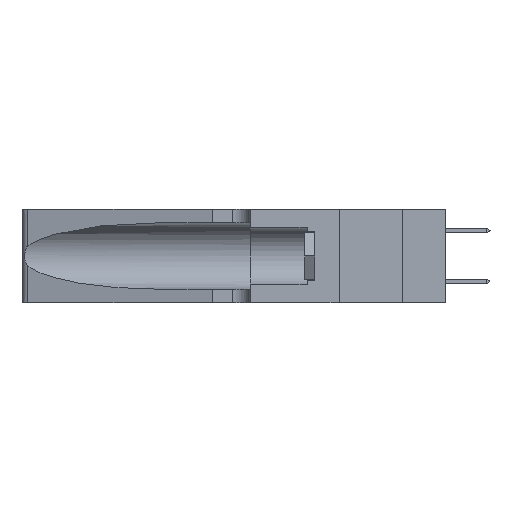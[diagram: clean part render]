
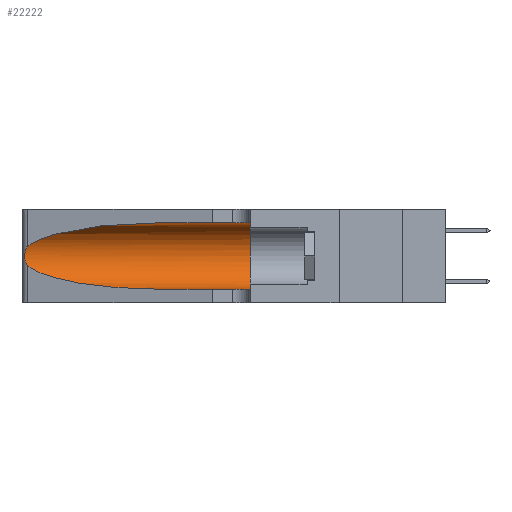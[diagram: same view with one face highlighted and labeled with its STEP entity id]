
A CAD part, left-side view. The second image highlights one B-rep face of the part: STEP entity #22222.
In plain terms, the highlighted cylindrical face has radius 3.308 mm (diameter 6.617 mm), a partial arc.
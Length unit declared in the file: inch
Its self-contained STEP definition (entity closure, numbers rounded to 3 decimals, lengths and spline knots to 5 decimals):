
#2010 =( BOUNDED_CURVE ( )  B_SPLINE_CURVE ( 3, ( #5503, #21860, #15413, #38348 ),
 .UNSPECIFIED., .F., .T. ) 
 B_SPLINE_CURVE_WITH_KNOTS ( ( 4, 4 ),
 ( 1.5708, 2.84003 ),
 .UNSPECIFIED. ) 
 CURVE ( )  GEOMETRIC_REPRESENTATION_ITEM ( )  RATIONAL_B_SPLINE_CURVE ( ( 1., 0.87, 0.87, 1. ) ) 
 REPRESENTATION_ITEM ( '' )  );
#2056 = CARTESIAN_POINT ( 'NONE',  ( 0.25854, 1.2359, 0.20912 ) ) ;
#4121 = EDGE_LOOP ( 'NONE', ( #39596, #17131, #30398, #18935, #38030, #34499 ) ) ;
#5133 = CARTESIAN_POINT ( 'NONE',  ( 0.1305, 0.72297, 0.31525 ) ) ;
#5232 = CARTESIAN_POINT ( 'NONE',  ( 0.25487, 1.22718, 0.22369 ) ) ;
#5373 = CARTESIAN_POINT ( 'NONE',  ( 0.26075, 1.23896, 0.19203 ) ) ;
#5503 = CARTESIAN_POINT ( 'NONE',  ( 0.1305, 0.72297, 0.31525 ) ) ;
#6597 = B_SPLINE_CURVE_WITH_KNOTS ( 'NONE', 3,
 ( #5232, #18462, #41369, #21721, #2056, #25037, #5373, #28282, #8666, #31613, #11950, #34921, #15286, #38223 ),
 .UNSPECIFIED., .F., .F.,
 ( 4, 2, 2, 2, 2, 2, 4 ),
 ( 0., 0.00027, 0.00053, 0.00107, 0.0016, 0.00187, 0.00214 ),
 .UNSPECIFIED. ) ;
#8666 = CARTESIAN_POINT ( 'NONE',  ( 0.26017, 1.23833, 0.17102 ) ) ;
#9965 = VERTEX_POINT ( 'NONE', #5133 ) ;
#10118 = CARTESIAN_POINT ( 'NONE',  ( 0.25487, 1.22718, 0.14631 ) ) ;
#10739 = EDGE_CURVE ( 'NONE', #9965, #27258, #2010, .T. ) ;
#11950 = CARTESIAN_POINT ( 'NONE',  ( 0.25789, 1.23486, 0.15765 ) ) ;
#12376 = LINE ( 'NONE', #15120, #37523 ) ;
#15120 = CARTESIAN_POINT ( 'NONE',  ( 0.1305, 1.61858, 0.31525 ) ) ;
#15286 = CARTESIAN_POINT ( 'NONE',  ( 0.25555, 1.22993, 0.14849 ) ) ;
#15413 = CARTESIAN_POINT ( 'NONE',  ( 0.2373, 1.15595, 0.28018 ) ) ;
#15652 = EDGE_CURVE ( 'NONE', #9965, #25456, #12376, .T. ) ;
#16566 = DIRECTION ( 'NONE',  ( 0., 0., -1. ) ) ;
#16738 = CARTESIAN_POINT ( 'NONE',  ( 0.1305, 0.72297, 0.05475 ) ) ;
#17085 = AXIS2_PLACEMENT_3D ( 'NONE', #39480, #19885, #16566 ) ;
#17131 = ORIENTED_EDGE ( 'NONE', *, *, #23994, .T. ) ;
#18223 = CARTESIAN_POINT ( 'NONE',  ( 0.1305, 1.61858, 0.05475 ) ) ;
#18448 = DIRECTION ( 'NONE',  ( 0., -1., 0. ) ) ;
#18462 = CARTESIAN_POINT ( 'NONE',  ( 0.25555, 1.22994, 0.2215 ) ) ;
#18571 = DIRECTION ( 'NONE',  ( 0., 1., 0. ) ) ;
#18935 = ORIENTED_EDGE ( 'NONE', *, *, #41395, .T. ) ;
#19275 = LINE ( 'NONE', #18223, #26932 ) ;
#19358 =( BOUNDED_CURVE ( )  B_SPLINE_CURVE ( 3, ( #10118, #29747, #36365, #16738 ),
 .UNSPECIFIED., .F., .F. ) 
 B_SPLINE_CURVE_WITH_KNOTS ( ( 4, 4 ),
 ( 3.44316, 4.71239 ),
 .UNSPECIFIED. ) 
 CURVE ( )  GEOMETRIC_REPRESENTATION_ITEM ( )  RATIONAL_B_SPLINE_CURVE ( ( 1., 0.87, 0.87, 1. ) ) 
 REPRESENTATION_ITEM ( '' )  );
#19367 = AXIS2_PLACEMENT_3D ( 'NONE', #38184, #18571, #41479 ) ;
#19595 = VERTEX_POINT ( 'NONE', #20328 ) ;
#19885 = DIRECTION ( 'NONE',  ( 0., -1., 0. ) ) ;
#20328 = CARTESIAN_POINT ( 'NONE',  ( 0.1305, 0.35, 0.05475 ) ) ;
#21287 = FACE_OUTER_BOUND ( 'NONE', #4121, .T. ) ;
#21498 = DIRECTION ( 'NONE',  ( 0., -1., 0. ) ) ;
#21721 = CARTESIAN_POINT ( 'NONE',  ( 0.25787, 1.23484, 0.2124 ) ) ;
#21860 = CARTESIAN_POINT ( 'NONE',  ( 0.18966, 0.96281, 0.31525 ) ) ;
#22222 = ADVANCED_FACE ( 'NONE', ( #21287 ), #28945, .F. ) ;
#22533 = VERTEX_POINT ( 'NONE', #40895 ) ;
#23994 = EDGE_CURVE ( 'NONE', #27258, #29738, #6597, .T. ) ;
#24525 = EDGE_CURVE ( 'NONE', #25456, #19595, #27277, .T. ) ;
#24716 = CARTESIAN_POINT ( 'NONE',  ( 0.25487, 1.22718, 0.14631 ) ) ;
#25037 = CARTESIAN_POINT ( 'NONE',  ( 0.26018, 1.23835, 0.19895 ) ) ;
#25456 = VERTEX_POINT ( 'NONE', #33695 ) ;
#26932 = VECTOR ( 'NONE', #21498, 39.37008 ) ;
#27258 = VERTEX_POINT ( 'NONE', #29057 ) ;
#27277 = CIRCLE ( 'NONE', #19367, 0.13025 ) ;
#28282 = CARTESIAN_POINT ( 'NONE',  ( 0.26075, 1.23896, 0.178 ) ) ;
#28945 = CYLINDRICAL_SURFACE ( 'NONE', #17085, 0.13025 ) ;
#29057 = CARTESIAN_POINT ( 'NONE',  ( 0.25487, 1.22718, 0.22369 ) ) ;
#29738 = VERTEX_POINT ( 'NONE', #24716 ) ;
#29747 = CARTESIAN_POINT ( 'NONE',  ( 0.2373, 1.15595, 0.08982 ) ) ;
#30398 = ORIENTED_EDGE ( 'NONE', *, *, #31221, .T. ) ;
#31221 = EDGE_CURVE ( 'NONE', #29738, #22533, #19358, .T. ) ;
#31613 = CARTESIAN_POINT ( 'NONE',  ( 0.25856, 1.23593, 0.16098 ) ) ;
#33695 = CARTESIAN_POINT ( 'NONE',  ( 0.1305, 0.35, 0.31525 ) ) ;
#34499 = ORIENTED_EDGE ( 'NONE', *, *, #15652, .F. ) ;
#34921 = CARTESIAN_POINT ( 'NONE',  ( 0.25639, 1.23186, 0.15144 ) ) ;
#36365 = CARTESIAN_POINT ( 'NONE',  ( 0.18966, 0.96281, 0.05475 ) ) ;
#37523 = VECTOR ( 'NONE', #18448, 39.37008 ) ;
#38030 = ORIENTED_EDGE ( 'NONE', *, *, #24525, .F. ) ;
#38184 = CARTESIAN_POINT ( 'NONE',  ( 0.1305, 0.35, 0.185 ) ) ;
#38223 = CARTESIAN_POINT ( 'NONE',  ( 0.25487, 1.22718, 0.14631 ) ) ;
#38348 = CARTESIAN_POINT ( 'NONE',  ( 0.25487, 1.22718, 0.22369 ) ) ;
#39480 = CARTESIAN_POINT ( 'NONE',  ( 0.1305, 1.61858, 0.185 ) ) ;
#39596 = ORIENTED_EDGE ( 'NONE', *, *, #10739, .T. ) ;
#40895 = CARTESIAN_POINT ( 'NONE',  ( 0.1305, 0.72297, 0.05475 ) ) ;
#41369 = CARTESIAN_POINT ( 'NONE',  ( 0.25639, 1.23184, 0.21858 ) ) ;
#41395 = EDGE_CURVE ( 'NONE', #22533, #19595, #19275, .T. ) ;
#41479 = DIRECTION ( 'NONE',  ( 0., 0., 1. ) ) ;
